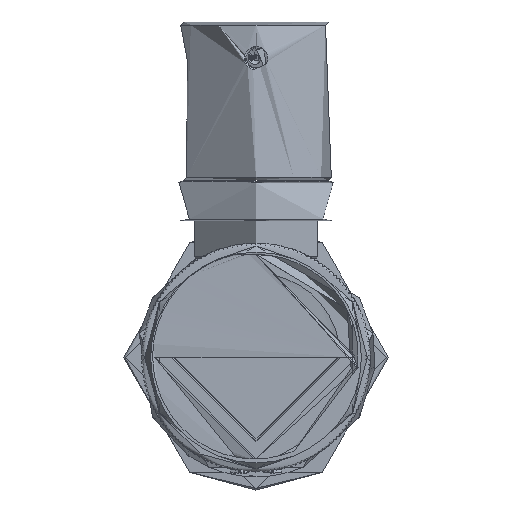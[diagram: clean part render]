
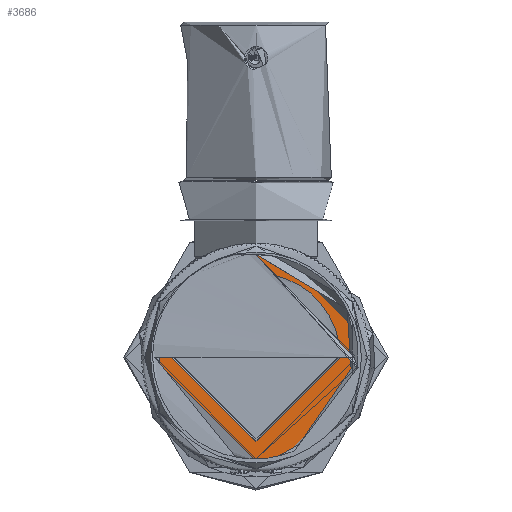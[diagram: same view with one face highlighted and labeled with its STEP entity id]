
A CAD part, left-side view. The second image highlights one B-rep face of the part: STEP entity #3686.
In plain terms, the highlighted planar face has unit normal (1, 0, 0).
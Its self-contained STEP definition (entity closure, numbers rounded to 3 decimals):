
#342 = CARTESIAN_POINT ( 'NONE',  ( -59.919, 0., 0. ) ) ;
#3594 = AXIS2_PLACEMENT_3D ( 'NONE', #32812, #29001, #29476 ) ;
#3686 = ADVANCED_FACE ( 'NONE', ( #10001, #13797 ), #24210, .T. ) ;
#3894 = AXIS2_PLACEMENT_3D ( 'NONE', #23975, #38207, #38901 ) ;
#10001 = FACE_BOUND ( 'NONE', #34743, .T. ) ;
#12337 = VERTEX_POINT ( 'NONE', #22995 ) ;
#12793 = ORIENTED_EDGE ( 'NONE', *, *, #22865, .T. ) ;
#13797 = FACE_OUTER_BOUND ( 'NONE', #44425, .T. ) ;
#14917 = AXIS2_PLACEMENT_3D ( 'NONE', #342, #21429, #32079 ) ;
#21429 = DIRECTION ( 'NONE',  ( 1., 0., 0. ) ) ;
#22865 = EDGE_CURVE ( 'NONE', #12337, #12337, #33060, .T. ) ;
#22995 = CARTESIAN_POINT ( 'NONE',  ( -59.919, 0., 17.1 ) ) ;
#23975 = CARTESIAN_POINT ( 'NONE',  ( -59.919, 0., 0. ) ) ;
#24210 = PLANE ( 'NONE',  #3894 ) ;
#28058 = EDGE_CURVE ( 'NONE', #37221, #37221, #36887, .T. ) ;
#29001 = DIRECTION ( 'NONE',  ( -1., 0., 0. ) ) ;
#29476 = DIRECTION ( 'NONE',  ( 0., -1., 0. ) ) ;
#30596 = ORIENTED_EDGE ( 'NONE', *, *, #28058, .T. ) ;
#32079 = DIRECTION ( 'NONE',  ( 0., 0., 1. ) ) ;
#32812 = CARTESIAN_POINT ( 'NONE',  ( -59.919, 0., 0. ) ) ;
#33060 = CIRCLE ( 'NONE', #14917, 17.1 ) ;
#33896 = CARTESIAN_POINT ( 'NONE',  ( -59.919, -14., 0. ) ) ;
#34743 = EDGE_LOOP ( 'NONE', ( #30596 ) ) ;
#36887 = CIRCLE ( 'NONE', #3594, 14. ) ;
#37221 = VERTEX_POINT ( 'NONE', #33896 ) ;
#38207 = DIRECTION ( 'NONE',  ( 1., 0., 0. ) ) ;
#38901 = DIRECTION ( 'NONE',  ( 0., 0., -1. ) ) ;
#44425 = EDGE_LOOP ( 'NONE', ( #12793 ) ) ;
